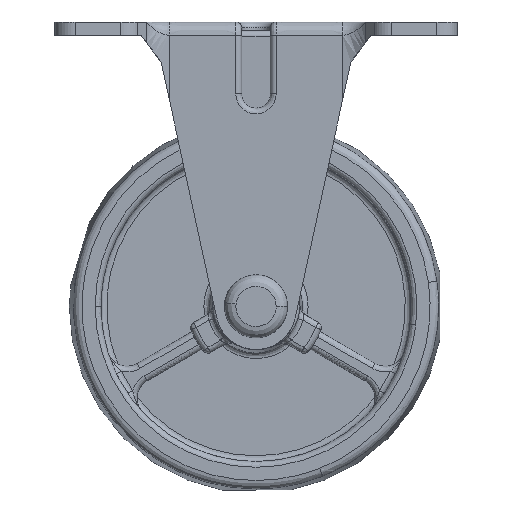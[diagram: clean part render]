
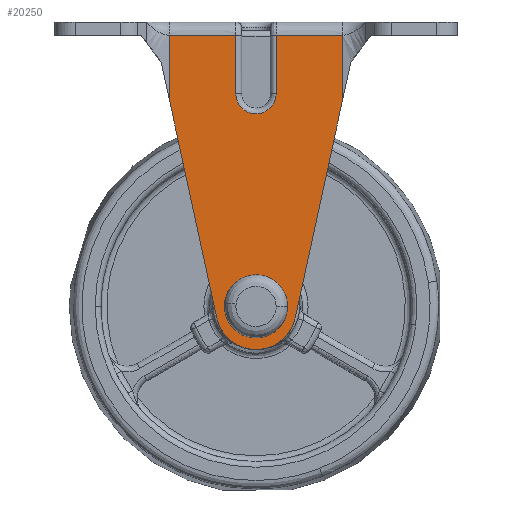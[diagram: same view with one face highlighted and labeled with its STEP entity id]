
A CAD part, front view. The second image highlights one B-rep face of the part: STEP entity #20250.
In plain terms, the highlighted free-form (B-spline) face has degree [1, 1] with [2, 2] control points.
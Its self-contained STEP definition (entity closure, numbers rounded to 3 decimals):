
#14243=CARTESIAN_POINT('',(-3.25,-15.3,0.028));
#14244=VERTEX_POINT('',#14243);
#14250=CARTESIAN_POINT('',(0.0,-15.3,-3.25));
#14251=VERTEX_POINT('',#14250);
#14252=CARTESIAN_POINT('',(-3.25,-15.3,0.028));
#14253=CARTESIAN_POINT('',(-3.25,-15.3,0.014));
#14254=CARTESIAN_POINT('',(-3.25,-15.3,0.0));
#14255=CARTESIAN_POINT('',(-3.25,-15.3,-3.25));
#14256=CARTESIAN_POINT('',(0.0,-15.3,-3.25));
#14264=(BOUNDED_CURVE()B_SPLINE_CURVE(2,(#14252,#14253,#14254,#14255,#14256),.UNSPECIFIED.,.F.,.U.)B_SPLINE_CURVE_WITH_KNOTS((3,2,3),(0.248,0.25,0.5),.UNSPECIFIED.)CURVE()GEOMETRIC_REPRESENTATION_ITEM()RATIONAL_B_SPLINE_CURVE((0.996,0.998,1.0,0.707,1.0))REPRESENTATION_ITEM(''));
#14265=EDGE_CURVE('',#14244,#14251,#14264,.T.);
#14267=CARTESIAN_POINT('',(3.225,-15.3,-0.403));
#14268=VERTEX_POINT('',#14267);
#14269=CARTESIAN_POINT('',(0.0,-15.3,-3.25));
#14270=CARTESIAN_POINT('',(2.869,-15.3,-3.25));
#14271=CARTESIAN_POINT('',(3.225,-15.3,-0.403));
#14279=(BOUNDED_CURVE()B_SPLINE_CURVE(2,(#14269,#14270,#14271),.UNSPECIFIED.,.F.,.U.)B_SPLINE_CURVE_WITH_KNOTS((3,3),(0.5,0.729),.UNSPECIFIED.)CURVE()GEOMETRIC_REPRESENTATION_ITEM()RATIONAL_B_SPLINE_CURVE((1.0,0.732,0.954))REPRESENTATION_ITEM(''));
#14280=EDGE_CURVE('',#14251,#14268,#14279,.T.);
#14330=CARTESIAN_POINT('',(0.0,-15.3,3.25));
#14331=VERTEX_POINT('',#14330);
#14332=CARTESIAN_POINT('',(3.225,-15.3,-0.403));
#14333=CARTESIAN_POINT('',(3.25,-15.3,-0.202));
#14334=CARTESIAN_POINT('',(3.25,-15.3,0.0));
#14335=CARTESIAN_POINT('',(3.25,-15.3,3.25));
#14336=CARTESIAN_POINT('',(0.0,-15.3,3.25));
#14344=(BOUNDED_CURVE()B_SPLINE_CURVE(2,(#14332,#14333,#14334,#14335,#14336),.UNSPECIFIED.,.F.,.U.)B_SPLINE_CURVE_WITH_KNOTS((3,2,3),(0.729,0.75,1.0),.UNSPECIFIED.)CURVE()GEOMETRIC_REPRESENTATION_ITEM()RATIONAL_B_SPLINE_CURVE((0.954,0.975,1.0,0.707,1.0))REPRESENTATION_ITEM(''));
#14345=EDGE_CURVE('',#14268,#14331,#14344,.T.);
#14347=CARTESIAN_POINT('',(0.0,-15.3,3.25));
#14348=CARTESIAN_POINT('',(-3.222,-15.3,3.25));
#14349=CARTESIAN_POINT('',(-3.25,-15.3,0.028));
#14357=(BOUNDED_CURVE()B_SPLINE_CURVE(2,(#14347,#14348,#14349),.UNSPECIFIED.,.F.,.U.)B_SPLINE_CURVE_WITH_KNOTS((3,3),(0.0,0.248),.UNSPECIFIED.)CURVE()GEOMETRIC_REPRESENTATION_ITEM()RATIONAL_B_SPLINE_CURVE((1.0,0.709,0.996))REPRESENTATION_ITEM(''));
#14358=EDGE_CURVE('',#14331,#14244,#14357,.T.);
#16930=CARTESIAN_POINT('',(-3.5,-15.3,37.));
#16931=VERTEX_POINT('',#16930);
#16954=CARTESIAN_POINT('',(-3.5,-15.3,47.2));
#16955=VERTEX_POINT('',#16954);
#16971=CARTESIAN_POINT('',(-3.5,-15.3,37.));
#16972=CARTESIAN_POINT('',(-3.5,-15.3,47.2));
#16973=QUASI_UNIFORM_CURVE('',1,(#16971,#16972),.UNSPECIFIED.,.F.,.U.);
#16974=EDGE_CURVE('',#16931,#16955,#16973,.T.);
#17114=CARTESIAN_POINT('',(3.5,-15.3,37.0));
#17115=VERTEX_POINT('',#17114);
#17149=CARTESIAN_POINT('',(3.5,-15.3,37.0));
#17150=CARTESIAN_POINT('',(3.5,-15.3,34.979));
#17151=CARTESIAN_POINT('',(1.75,-15.3,33.969));
#17152=CARTESIAN_POINT('',(0.,-15.3,32.959));
#17153=CARTESIAN_POINT('',(-1.75,-15.3,33.969));
#17154=CARTESIAN_POINT('',(-3.5,-15.3,34.979));
#17155=CARTESIAN_POINT('',(-3.5,-15.3,37.));
#17163=(BOUNDED_CURVE()B_SPLINE_CURVE(2,(#17149,#17150,#17151,#17152,#17153,#17154,#17155),.UNSPECIFIED.,.F.,.U.)B_SPLINE_CURVE_WITH_KNOTS((3,2,2,3),(0.0,0.333,0.667,1.0),.UNSPECIFIED.)CURVE()GEOMETRIC_REPRESENTATION_ITEM()RATIONAL_B_SPLINE_CURVE((1.0,0.866,1.0,0.866,1.0,0.866,1.0))REPRESENTATION_ITEM(''));
#17164=EDGE_CURVE('',#17115,#16931,#17163,.T.);
#17228=CARTESIAN_POINT('',(3.5,-15.3,47.2));
#17229=VERTEX_POINT('',#17228);
#17251=CARTESIAN_POINT('',(3.5,-15.3,47.2));
#17252=CARTESIAN_POINT('',(3.5,-15.3,37.0));
#17253=QUASI_UNIFORM_CURVE('',1,(#17251,#17252),.UNSPECIFIED.,.F.,.U.);
#17254=EDGE_CURVE('',#17229,#17115,#17253,.T.);
#17555=CARTESIAN_POINT('',(-15.,-15.3,47.2));
#17556=VERTEX_POINT('',#17555);
#17557=CARTESIAN_POINT('',(-3.5,-15.3,47.2));
#17558=CARTESIAN_POINT('',(-7.333,-15.3,47.2));
#17559=CARTESIAN_POINT('',(-11.167,-15.3,47.2));
#17560=CARTESIAN_POINT('',(-15.,-15.3,47.2));
#17561=B_SPLINE_CURVE_WITH_KNOTS('',3,(#17557,#17558,#17559,#17560),.UNSPECIFIED.,.F.,.U.,(4,4),(0.0,0.307),.UNSPECIFIED.);
#17562=EDGE_CURVE('',#16955,#17556,#17561,.T.);
#17683=CARTESIAN_POINT('',(15.,-15.3,47.2));
#17684=VERTEX_POINT('',#17683);
#17685=CARTESIAN_POINT('',(15.,-15.3,47.2));
#17686=CARTESIAN_POINT('',(11.167,-15.3,47.2));
#17687=CARTESIAN_POINT('',(7.333,-15.3,47.2));
#17688=CARTESIAN_POINT('',(3.5,-15.3,47.2));
#17689=B_SPLINE_CURVE_WITH_KNOTS('',3,(#17685,#17686,#17687,#17688),.UNSPECIFIED.,.F.,.U.,(4,4),(0.693,1.0),.UNSPECIFIED.);
#17690=EDGE_CURVE('',#17684,#17229,#17689,.T.);
#18428=CARTESIAN_POINT('',(6.841,-15.3,-1.985));
#18429=VERTEX_POINT('',#18428);
#18430=CARTESIAN_POINT('',(15.,-15.3,35.592));
#18431=VERTEX_POINT('',#18430);
#18432=CARTESIAN_POINT('',(6.841,-15.3,-1.985));
#18433=CARTESIAN_POINT('',(15.,-15.3,35.592));
#18434=QUASI_UNIFORM_CURVE('',1,(#18432,#18433),.UNSPECIFIED.,.F.,.U.);
#18435=EDGE_CURVE('',#18429,#18431,#18434,.T.);
#18490=CARTESIAN_POINT('',(-15.,-15.3,35.592));
#18491=VERTEX_POINT('',#18490);
#18534=CARTESIAN_POINT('',(-6.841,-15.3,-1.985));
#18535=VERTEX_POINT('',#18534);
#18541=CARTESIAN_POINT('',(-15.,-15.3,35.592));
#18542=CARTESIAN_POINT('',(-6.841,-15.3,-1.985));
#18543=QUASI_UNIFORM_CURVE('',1,(#18541,#18542),.UNSPECIFIED.,.F.,.U.);
#18544=EDGE_CURVE('',#18491,#18535,#18543,.T.);
#18635=CARTESIAN_POINT('',(-6.841,-15.3,-1.985));
#18636=CARTESIAN_POINT('',(-5.643,-15.3,-7.5));
#18637=CARTESIAN_POINT('',(0.,-15.3,-7.5));
#18638=CARTESIAN_POINT('',(5.643,-15.3,-7.5));
#18639=CARTESIAN_POINT('',(6.841,-15.3,-1.985));
#18647=(BOUNDED_CURVE()B_SPLINE_CURVE(2,(#18635,#18636,#18637,#18638,#18639),.UNSPECIFIED.,.F.,.U.)B_SPLINE_CURVE_WITH_KNOTS((3,2,3),(0.0,0.5,1.0),.UNSPECIFIED.)CURVE()GEOMETRIC_REPRESENTATION_ITEM()RATIONAL_B_SPLINE_CURVE((1.0,0.779,1.0,0.779,1.0))REPRESENTATION_ITEM(''));
#18648=EDGE_CURVE('',#18535,#18429,#18647,.T.);
#19498=CARTESIAN_POINT('',(-15.,-15.3,35.592));
#19499=CARTESIAN_POINT('',(-15.,-15.3,47.2));
#19500=QUASI_UNIFORM_CURVE('',1,(#19498,#19499),.UNSPECIFIED.,.F.,.U.);
#19501=EDGE_CURVE('',#18491,#17556,#19500,.T.);
#19530=CARTESIAN_POINT('',(15.,-15.3,35.592));
#19531=CARTESIAN_POINT('',(15.,-15.3,47.2));
#19532=QUASI_UNIFORM_CURVE('',1,(#19530,#19531),.UNSPECIFIED.,.F.,.U.);
#19533=EDGE_CURVE('',#18431,#17684,#19532,.T.);
#20227=CARTESIAN_POINT('',(-16.499,-15.3,-10.232));
#20228=CARTESIAN_POINT('',(-16.499,-15.3,49.932));
#20229=CARTESIAN_POINT('',(16.499,-15.3,-10.232));
#20230=CARTESIAN_POINT('',(16.499,-15.3,49.932));
#20231=B_SPLINE_SURFACE_WITH_KNOTS('',1,1,((#20227,#20229),(#20228,#20230)),.UNSPECIFIED.,.F.,.F.,.U.,(2,2),(2,2),(0.0,60.165),(0.0,32.997),.UNSPECIFIED.);
#20232=ORIENTED_EDGE('',*,*,#17164,.T.);
#20233=ORIENTED_EDGE('',*,*,#16974,.T.);
#20234=ORIENTED_EDGE('',*,*,#17562,.T.);
#20235=ORIENTED_EDGE('',*,*,#19501,.F.);
#20236=ORIENTED_EDGE('',*,*,#18544,.T.);
#20237=ORIENTED_EDGE('',*,*,#18648,.T.);
#20238=ORIENTED_EDGE('',*,*,#18435,.T.);
#20239=ORIENTED_EDGE('',*,*,#19533,.T.);
#20240=ORIENTED_EDGE('',*,*,#17690,.T.);
#20241=ORIENTED_EDGE('',*,*,#17254,.T.);
#20242=EDGE_LOOP('',(#20232,#20233,#20234,#20235,#20236,#20237,#20238,#20239,#20240,#20241));
#20243=FACE_OUTER_BOUND('',#20242,.T.);
#20244=ORIENTED_EDGE('',*,*,#14358,.F.);
#20245=ORIENTED_EDGE('',*,*,#14345,.F.);
#20246=ORIENTED_EDGE('',*,*,#14280,.F.);
#20247=ORIENTED_EDGE('',*,*,#14265,.F.);
#20248=EDGE_LOOP('',(#20244,#20245,#20246,#20247));
#20249=FACE_BOUND('',#20248,.T.);
#20250=ADVANCED_FACE('',(#20243,#20249),#20231,.F.);
